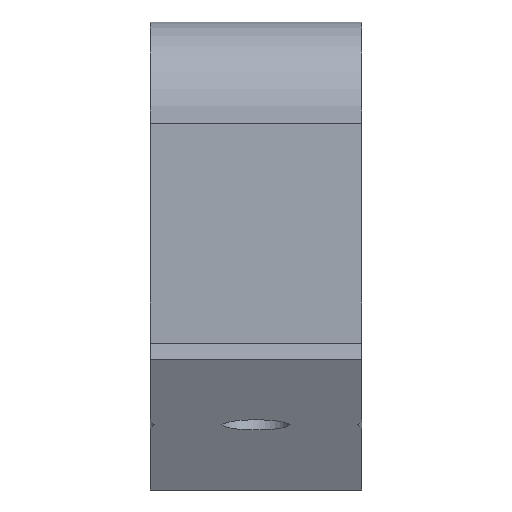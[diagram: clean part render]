
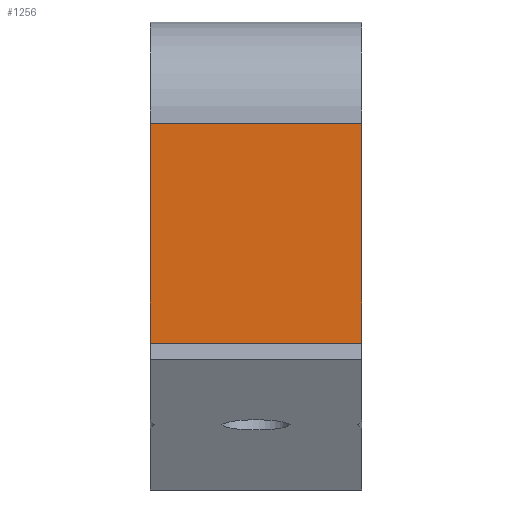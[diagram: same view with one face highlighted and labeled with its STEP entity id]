
A CAD part, left-side view. The second image highlights one B-rep face of the part: STEP entity #1256.
In plain terms, the highlighted planar face has unit normal (-1, 0, 0).
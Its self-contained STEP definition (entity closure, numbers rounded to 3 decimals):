
#258=CARTESIAN_POINT('',(-1.366,-0.391,0.0));
#259=VERTEX_POINT('',#258);
#266=CARTESIAN_POINT('',(-1.366,0.391,0.0));
#267=VERTEX_POINT('',#266);
#1210=CARTESIAN_POINT('',(-1.366,0.391,0.0));
#1211=DIRECTION('',(0.0,-1.0,0.0));
#1212=VECTOR('',#1211,0.781);
#1213=LINE('',#1210,#1212);
#1214=EDGE_CURVE('',#267,#259,#1213,.T.);
#1226=CARTESIAN_POINT('',(-1.366,0.391,0.0));
#1227=DIRECTION('',(-1.0,0.0,0.0));
#1228=DIRECTION('',(0.0,0.0,-1.0));
#1229=AXIS2_PLACEMENT_3D('',#1226,#1227,#1228);
#1230=PLANE('',#1229);
#1231=CARTESIAN_POINT('',(-1.366,-0.391,0.812));
#1232=VERTEX_POINT('',#1231);
#1233=CARTESIAN_POINT('',(-1.366,-0.391,0.0));
#1234=DIRECTION('',(0.0,0.0,1.0));
#1235=VECTOR('',#1234,0.812);
#1236=LINE('',#1233,#1235);
#1237=EDGE_CURVE('',#259,#1232,#1236,.T.);
#1238=ORIENTED_EDGE('',*,*,#1237,.T.);
#1239=CARTESIAN_POINT('',(-1.366,0.391,0.812));
#1240=VERTEX_POINT('',#1239);
#1241=CARTESIAN_POINT('',(-1.366,0.391,0.812));
#1242=DIRECTION('',(0.0,-1.0,0.0));
#1243=VECTOR('',#1242,0.781);
#1244=LINE('',#1241,#1243);
#1245=EDGE_CURVE('',#1240,#1232,#1244,.T.);
#1246=ORIENTED_EDGE('',*,*,#1245,.F.);
#1247=CARTESIAN_POINT('',(-1.366,0.391,0.812));
#1248=DIRECTION('',(0.0,0.0,-1.0));
#1249=VECTOR('',#1248,0.812);
#1250=LINE('',#1247,#1249);
#1251=EDGE_CURVE('',#1240,#267,#1250,.T.);
#1252=ORIENTED_EDGE('',*,*,#1251,.T.);
#1253=ORIENTED_EDGE('',*,*,#1214,.T.);
#1254=EDGE_LOOP('',(#1238,#1246,#1252,#1253));
#1255=FACE_OUTER_BOUND('',#1254,.T.);
#1256=ADVANCED_FACE('',(#1255),#1230,.T.);
